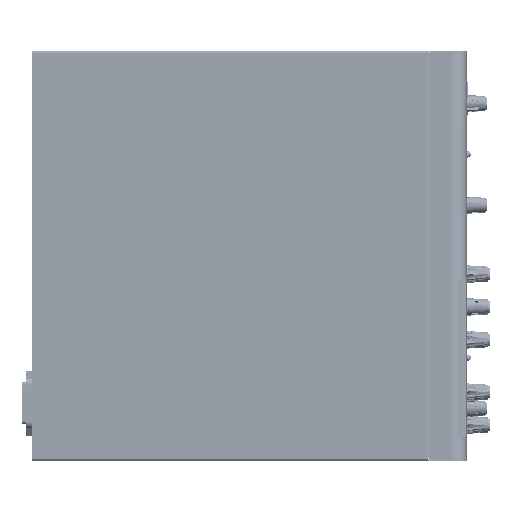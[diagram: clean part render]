
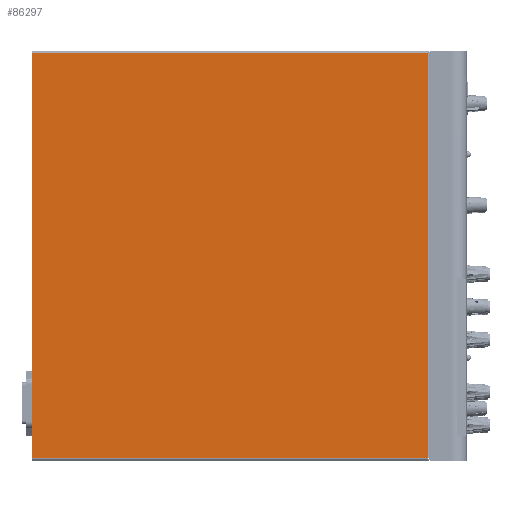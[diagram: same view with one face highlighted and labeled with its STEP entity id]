
A CAD part, top view. The second image highlights one B-rep face of the part: STEP entity #86297.
In plain terms, the highlighted face is planar.
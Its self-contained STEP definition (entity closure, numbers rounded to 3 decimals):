
#174 = DIRECTION ( 'NONE',  ( 1., 0., 0. ) ) ;
#6675 = EDGE_CURVE ( 'NONE', #78621, #58081, #101018, .T. ) ;
#8192 = EDGE_CURVE ( 'NONE', #38890, #61679, #12730, .T. ) ;
#9525 = CARTESIAN_POINT ( 'NONE',  ( -129.463, 0., -0.8 ) ) ;
#12730 = LINE ( 'NONE', #75200, #99189 ) ;
#14484 = CARTESIAN_POINT ( 'NONE',  ( 129.463, -126.5, -0.8 ) ) ;
#18208 = CARTESIAN_POINT ( 'NONE',  ( -129.463, 126.5, -0.8 ) ) ;
#18625 = LINE ( 'NONE', #34246, #78993 ) ;
#23055 = PLANE ( 'NONE',  #37332 ) ;
#25595 = LINE ( 'NONE', #9525, #82069 ) ;
#27890 = ORIENTED_EDGE ( 'NONE', *, *, #79239, .F. ) ;
#29611 = CARTESIAN_POINT ( 'NONE',  ( 280., -126.5, -0.8 ) ) ;
#33623 = EDGE_CURVE ( 'NONE', #78621, #61679, #25595, .T. ) ;
#34246 = CARTESIAN_POINT ( 'NONE',  ( 129.463, 0., -0.8 ) ) ;
#37332 = AXIS2_PLACEMENT_3D ( 'NONE', #38145, #101233, #174 ) ;
#38145 = CARTESIAN_POINT ( 'NONE',  ( 0., 0., -0.8 ) ) ;
#38890 = VERTEX_POINT ( 'NONE', #54430 ) ;
#43491 = ORIENTED_EDGE ( 'NONE', *, *, #6675, .F. ) ;
#44939 = CARTESIAN_POINT ( 'NONE',  ( -129.463, -126.5, -0.8 ) ) ;
#46001 = FACE_OUTER_BOUND ( 'NONE', #88365, .T. ) ;
#47419 = VECTOR ( 'NONE', #68672, 1000. ) ;
#51253 = DIRECTION ( 'NONE',  ( -1., 0., 0. ) ) ;
#54430 = CARTESIAN_POINT ( 'NONE',  ( 129.463, 126.5, -0.8 ) ) ;
#58081 = VERTEX_POINT ( 'NONE', #14484 ) ;
#61679 = VERTEX_POINT ( 'NONE', #18208 ) ;
#64694 = DIRECTION ( 'NONE',  ( 0., 1., 0. ) ) ;
#68672 = DIRECTION ( 'NONE',  ( 1., 0., 0. ) ) ;
#75200 = CARTESIAN_POINT ( 'NONE',  ( 280., 126.5, -0.8 ) ) ;
#76352 = ORIENTED_EDGE ( 'NONE', *, *, #33623, .T. ) ;
#78621 = VERTEX_POINT ( 'NONE', #44939 ) ;
#78993 = VECTOR ( 'NONE', #96759, 1000. ) ;
#79239 = EDGE_CURVE ( 'NONE', #58081, #38890, #18625, .T. ) ;
#82069 = VECTOR ( 'NONE', #64694, 1000. ) ;
#86297 = ADVANCED_FACE ( 'NONE', ( #46001 ), #23055, .F. ) ;
#88365 = EDGE_LOOP ( 'NONE', ( #27890, #43491, #76352, #89164 ) ) ;
#89164 = ORIENTED_EDGE ( 'NONE', *, *, #8192, .F. ) ;
#96759 = DIRECTION ( 'NONE',  ( 0., 1., 0. ) ) ;
#99189 = VECTOR ( 'NONE', #51253, 1000. ) ;
#101018 = LINE ( 'NONE', #29611, #47419 ) ;
#101233 = DIRECTION ( 'NONE',  ( 0., 0., 1. ) ) ;
